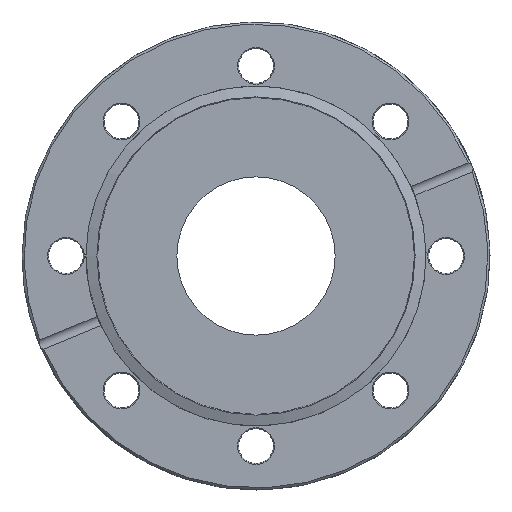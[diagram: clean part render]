
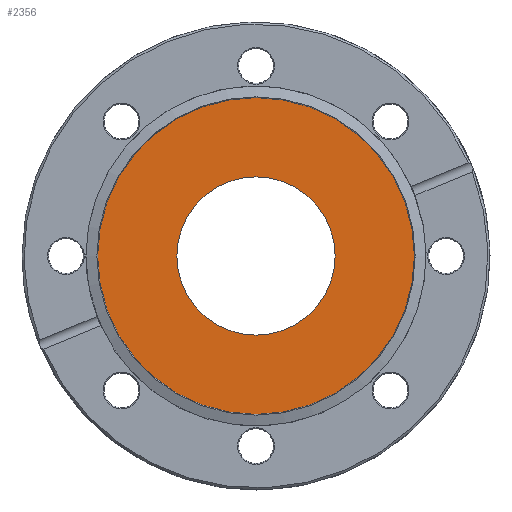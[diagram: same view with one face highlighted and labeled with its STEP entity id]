
A CAD part, front view. The second image highlights one B-rep face of the part: STEP entity #2356.
In plain terms, the highlighted planar face has unit normal (0, -1, 0).
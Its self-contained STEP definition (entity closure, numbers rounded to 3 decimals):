
#104=PLANE('',#2573);
#161=FACE_BOUND('',#759,.T.);
#563=FACE_OUTER_BOUND('',#758,.T.);
#758=EDGE_LOOP('',(#2186));
#759=EDGE_LOOP('',(#2187));
#876=CIRCLE('',#2572,19.2);
#877=CIRCLE('',#2574,38.414);
#1206=VERTEX_POINT('',#15675);
#1207=VERTEX_POINT('',#15678);
#1535=EDGE_CURVE('',#1206,#1206,#876,.T.);
#1536=EDGE_CURVE('',#1207,#1207,#877,.T.);
#2186=ORIENTED_EDGE('',*,*,#1536,.F.);
#2187=ORIENTED_EDGE('',*,*,#1535,.T.);
#2356=ADVANCED_FACE('',(#563,#161),#104,.T.);
#2572=AXIS2_PLACEMENT_3D('',#15676,#3085,#3086);
#2573=AXIS2_PLACEMENT_3D('',#15677,#3087,#3088);
#2574=AXIS2_PLACEMENT_3D('',#15679,#3089,#3090);
#3085=DIRECTION('center_axis',(0.,1.,0.));
#3086=DIRECTION('ref_axis',(1.,0.,0.));
#3087=DIRECTION('center_axis',(0.,-1.,0.));
#3088=DIRECTION('ref_axis',(0.,0.,-1.));
#3089=DIRECTION('center_axis',(0.,1.,0.));
#3090=DIRECTION('ref_axis',(1.,0.,0.));
#15675=CARTESIAN_POINT('',(-19.2,1.17,0.));
#15676=CARTESIAN_POINT('Origin',(0.,1.17,0.));
#15677=CARTESIAN_POINT('Origin',(-38.414,1.17,0.));
#15678=CARTESIAN_POINT('',(-38.414,1.17,0.));
#15679=CARTESIAN_POINT('Origin',(0.,1.17,0.));
